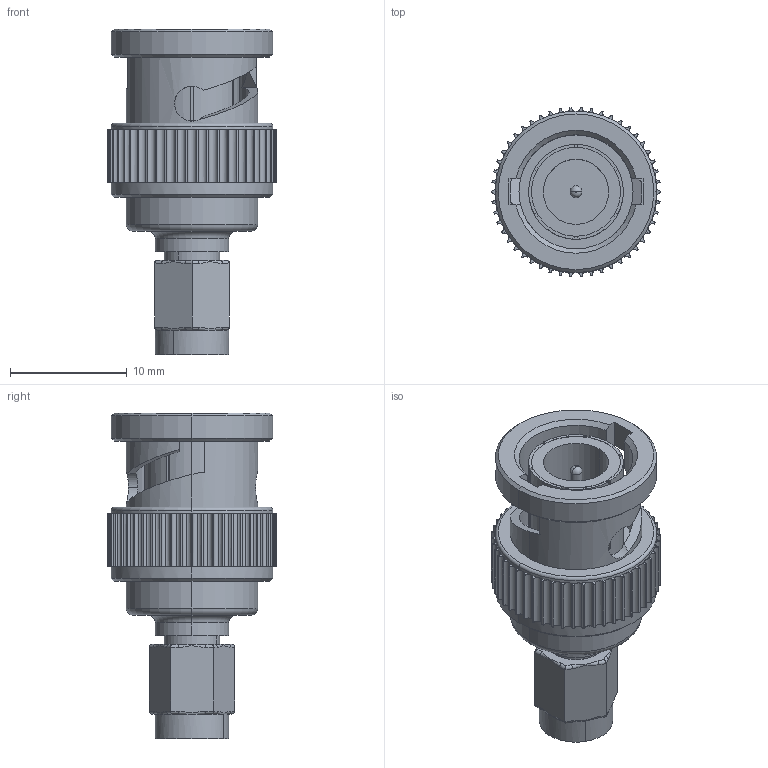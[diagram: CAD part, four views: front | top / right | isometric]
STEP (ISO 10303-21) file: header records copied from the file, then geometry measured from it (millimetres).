
FILE_DESCRIPTION (( 'STEP AP214' ), '1' );
FILE_NAME ('PE9213_3D.STEP', '2022-04-25T20:07:19', ( '' ), ( '' ), 'SwSTEP 2.0', 'SolidWorks 2021', '' );
FILE_SCHEMA (( 'AUTOMOTIVE_DESIGN' ));
Length unit declared in the file: inch
Products named in the file (3): BNC Male for 1289^PE9213; PE9213_3D; SSMA Male connector^PE9213
Assembly tree (2 placements, depth 2):
  PE9213_3D
    BNC Male for 1289^PE9213
    SSMA Male connector^PE9213
Bounding box: 14.5 x 14.48 x 27.94 mm (x, y, z)
Volume: 1949.7 mm3; surface area: 2201 mm2
Topology: 2 solids, 2 shells, 495 faces, 1194 edges, 712 vertices
Faces by surface type: plane 268, cylinder 197, bspline 12, torus 10, cone 8
Entity records: 17807 total; most frequent: CARTESIAN_POINT 3216, DIRECTION 2938, ORIENTED_EDGE 2388, AXIS2_PLACEMENT_3D 1310, EDGE_CURVE 1194, CIRCLE 822, VERTEX_POINT 712, EDGE_LOOP 508
